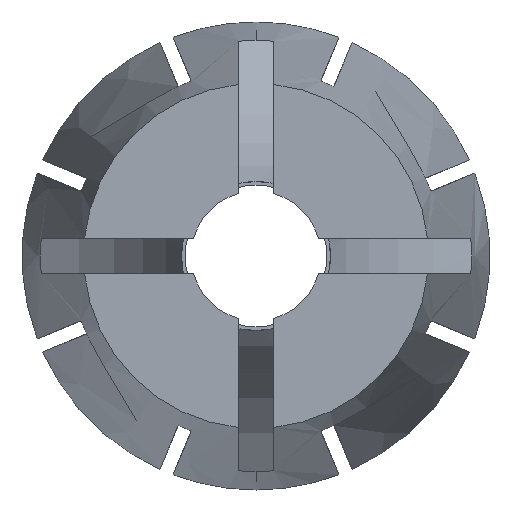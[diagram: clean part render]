
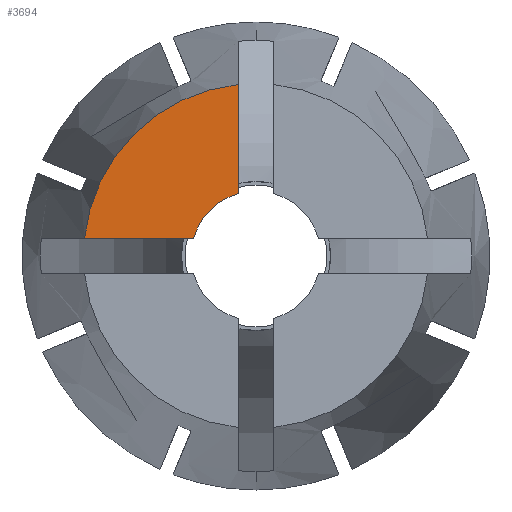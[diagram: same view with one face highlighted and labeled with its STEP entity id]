
A CAD part, left-side view. The second image highlights one B-rep face of the part: STEP entity #3694.
In plain terms, the highlighted planar face has unit normal (-1, 0, 0).
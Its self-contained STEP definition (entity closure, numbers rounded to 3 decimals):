
#52 = CARTESIAN_POINT ( 'NONE',  ( -40., 1.25, 4.406 ) ) ;
#312 = AXIS2_PLACEMENT_3D ( 'NONE', #1222, #1502, #1366 ) ;
#472 = DIRECTION ( 'NONE',  ( 0., 0., -1. ) ) ;
#477 = EDGE_CURVE ( 'NONE', #3519, #4113, #1873, .T. ) ;
#576 = DIRECTION ( 'NONE',  ( 1., 0., 0. ) ) ;
#606 = CARTESIAN_POINT ( 'NONE',  ( -40., 0., 0. ) ) ;
#618 = FACE_OUTER_BOUND ( 'NONE', #3953, .T. ) ;
#657 = EDGE_CURVE ( 'NONE', #4113, #1731, #3067, .T. ) ;
#694 = EDGE_CURVE ( 'NONE', #1928, #1731, #2855, .T. ) ;
#746 = CARTESIAN_POINT ( 'NONE',  ( -40., -12.158, 1.25 ) ) ;
#793 = DIRECTION ( 'NONE',  ( 0., 1., 0. ) ) ;
#900 = EDGE_CURVE ( 'NONE', #3519, #1928, #3115, .T. ) ;
#1046 = ORIENTED_EDGE ( 'NONE', *, *, #694, .F. ) ;
#1196 = CARTESIAN_POINT ( 'NONE',  ( -40., 12.093, 1.25 ) ) ;
#1222 = CARTESIAN_POINT ( 'NONE',  ( -40., -12.158, 0. ) ) ;
#1366 = DIRECTION ( 'NONE',  ( 0., 0., 1. ) ) ;
#1378 = PLANE ( 'NONE',  #312 ) ;
#1502 = DIRECTION ( 'NONE',  ( -1., 0., 0. ) ) ;
#1731 = VERTEX_POINT ( 'NONE', #3588 ) ;
#1831 = AXIS2_PLACEMENT_3D ( 'NONE', #4032, #4045, #4053 ) ;
#1873 = CIRCLE ( 'NONE', #2977, 4.58 ) ;
#1928 = VERTEX_POINT ( 'NONE', #1196 ) ;
#2590 = ORIENTED_EDGE ( 'NONE', *, *, #657, .T. ) ;
#2761 = CARTESIAN_POINT ( 'NONE',  ( -40., 1.25, 0. ) ) ;
#2855 = CIRCLE ( 'NONE', #1831, 12.158 ) ;
#2977 = AXIS2_PLACEMENT_3D ( 'NONE', #606, #576, #472 ) ;
#3030 = ORIENTED_EDGE ( 'NONE', *, *, #477, .T. ) ;
#3067 = LINE ( 'NONE', #2761, #3828 ) ;
#3115 = LINE ( 'NONE', #746, #3870 ) ;
#3195 = DIRECTION ( 'NONE',  ( 0., 0., 1. ) ) ;
#3411 = ORIENTED_EDGE ( 'NONE', *, *, #900, .F. ) ;
#3506 = CARTESIAN_POINT ( 'NONE',  ( -40., 4.406, 1.25 ) ) ;
#3519 = VERTEX_POINT ( 'NONE', #3506 ) ;
#3588 = CARTESIAN_POINT ( 'NONE',  ( -40., 1.25, 12.093 ) ) ;
#3694 = ADVANCED_FACE ( 'NONE', ( #618 ), #1378, .T. ) ;
#3828 = VECTOR ( 'NONE', #3195, 1000. ) ;
#3870 = VECTOR ( 'NONE', #793, 1000. ) ;
#3953 = EDGE_LOOP ( 'NONE', ( #3030, #2590, #1046, #3411 ) ) ;
#4032 = CARTESIAN_POINT ( 'NONE',  ( -40., 0., 0. ) ) ;
#4045 = DIRECTION ( 'NONE',  ( 1., 0., 0. ) ) ;
#4053 = DIRECTION ( 'NONE',  ( 0., 0., -1. ) ) ;
#4113 = VERTEX_POINT ( 'NONE', #52 ) ;
